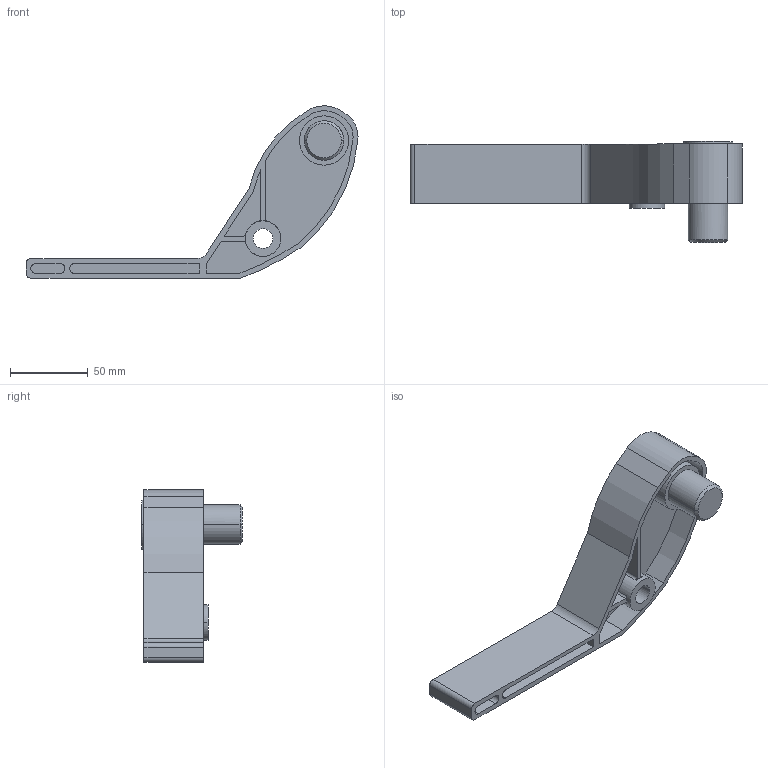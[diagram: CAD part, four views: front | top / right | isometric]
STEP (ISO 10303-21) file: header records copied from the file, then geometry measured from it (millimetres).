
FILE_DESCRIPTION(('CATIA V5 STEP Exchange'),'2;1');
FILE_NAME('DE1480 FLIPPER.stp','2018-08-28T15:41:13+00:00',('none'),('none'),'CATIA Version 5-6 Release 2016 SP3 HF21','CATIA V5 STEP AP203','none');
FILE_SCHEMA(('CONFIG_CONTROL_DESIGN'));
Length unit declared in the file: inch
Products named in the file (1): DE1480 FLIPPER
Bounding box: 214.09 x 65.09 x 111.18 mm (x, y, z)
Volume: 158344 mm3; surface area: 64823.7 mm2
Topology: 1 solids, 1 shells, 114 faces, 301 edges, 200 vertices
Faces by surface type: cylinder 58, plane 54, cone 2
Entity records: 3529 total; most frequent: CARTESIAN_POINT 685, ORIENTED_EDGE 602, DIRECTION 511, EDGE_CURVE 301, AXIS2_PLACEMENT_3D 225, VERTEX_POINT 200, VECTOR 179, LINE 179
